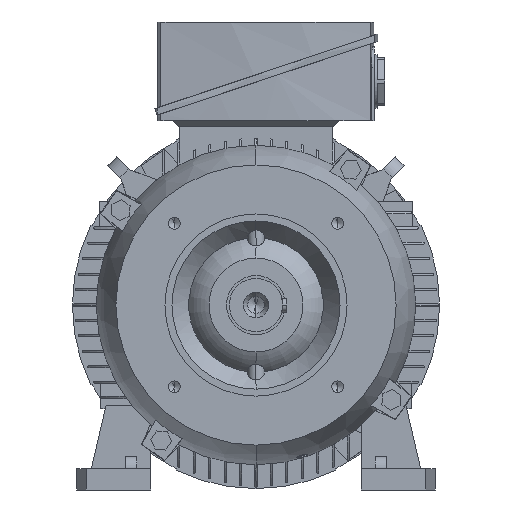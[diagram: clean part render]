
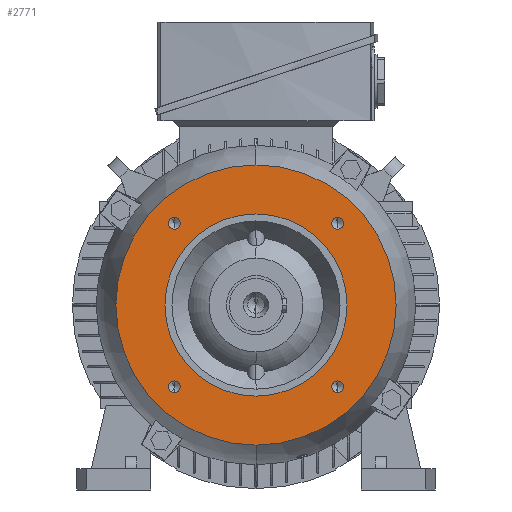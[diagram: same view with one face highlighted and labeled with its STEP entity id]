
A CAD part, left-side view. The second image highlights one B-rep face of the part: STEP entity #2771.
In plain terms, the highlighted planar face has unit normal (-1, 0, 0).
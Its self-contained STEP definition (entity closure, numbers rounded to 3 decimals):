
#2771=ADVANCED_FACE('',(#5579,#5580,#5581,#5582,#5583,#5584),#5585,.T.);
#5579=FACE_BOUND('',#8383,.T.);
#5580=FACE_BOUND('',#8384,.T.);
#5581=FACE_BOUND('',#8385,.T.);
#5582=FACE_BOUND('',#8386,.T.);
#5583=FACE_OUTER_BOUND('',#8387,.T.);
#5584=FACE_BOUND('',#8388,.T.);
#5585=PLANE('',#8389);
#8383=EDGE_LOOP('',(#17215,#17216));
#8384=EDGE_LOOP('',(#17217,#17218));
#8385=EDGE_LOOP('',(#17219,#17220));
#8386=EDGE_LOOP('',(#17221,#17222));
#8387=EDGE_LOOP('',(#17223,#17224));
#8388=EDGE_LOOP('',(#17225,#17226));
#8389=AXIS2_PLACEMENT_3D('',#17227,#17228,#17229);
#17215=ORIENTED_EDGE('',*,*,#20666,.T.);
#17216=ORIENTED_EDGE('',*,*,#17283,.T.);
#17217=ORIENTED_EDGE('',*,*,#20670,.T.);
#17218=ORIENTED_EDGE('',*,*,#17275,.T.);
#17219=ORIENTED_EDGE('',*,*,#20674,.T.);
#17220=ORIENTED_EDGE('',*,*,#17267,.T.);
#17221=ORIENTED_EDGE('',*,*,#20678,.T.);
#17222=ORIENTED_EDGE('',*,*,#17259,.T.);
#17223=ORIENTED_EDGE('',*,*,#20654,.F.);
#17224=ORIENTED_EDGE('',*,*,#17297,.F.);
#17225=ORIENTED_EDGE('',*,*,#17235,.T.);
#17226=ORIENTED_EDGE('',*,*,#20732,.T.);
#17227=CARTESIAN_POINT('',(-50.5,0.0,82.5));
#17228=DIRECTION('',(-1.0,0.0,0.));
#17229=DIRECTION('',(0.,0.0,-1.0));
#17235=EDGE_CURVE('',#20737,#20741,#20743,.T.);
#17259=EDGE_CURVE('',#20781,#20778,#20782,.T.);
#17267=EDGE_CURVE('',#20794,#20791,#20795,.T.);
#17275=EDGE_CURVE('',#20807,#20804,#20808,.T.);
#17283=EDGE_CURVE('',#20820,#20817,#20821,.T.);
#17297=EDGE_CURVE('',#20841,#20844,#20845,.T.);
#20654=EDGE_CURVE('',#20844,#20841,#25856,.T.);
#20666=EDGE_CURVE('',#20817,#20820,#25869,.T.);
#20670=EDGE_CURVE('',#20804,#20807,#25873,.T.);
#20674=EDGE_CURVE('',#20791,#20794,#25877,.T.);
#20678=EDGE_CURVE('',#20778,#20781,#25881,.T.);
#20732=EDGE_CURVE('',#20741,#20737,#25945,.T.);
#20737=VERTEX_POINT('',#25950);
#20741=VERTEX_POINT('',#25955);
#20743=CIRCLE('',#25958,65.0);
#20778=VERTEX_POINT('',#26133);
#20781=VERTEX_POINT('',#26137);
#20782=CIRCLE('',#26138,4.19);
#20791=VERTEX_POINT('',#26150);
#20794=VERTEX_POINT('',#26154);
#20795=CIRCLE('',#26155,4.19);
#20804=VERTEX_POINT('',#26167);
#20807=VERTEX_POINT('',#26171);
#20808=CIRCLE('',#26172,4.19);
#20817=VERTEX_POINT('',#26184);
#20820=VERTEX_POINT('',#26188);
#20821=CIRCLE('',#26189,4.19);
#20841=VERTEX_POINT('',#26225);
#20844=VERTEX_POINT('',#26228);
#20845=CIRCLE('',#26229,100.);
#25856=CIRCLE('',#39909,100.);
#25869=CIRCLE('',#40043,4.19);
#25873=CIRCLE('',#40047,4.19);
#25877=CIRCLE('',#40051,4.19);
#25881=CIRCLE('',#40055,4.19);
#25945=CIRCLE('',#40273,65.0);
#25950=CARTESIAN_POINT('',(-50.5,0.0,65.0));
#25955=CARTESIAN_POINT('',(-50.5,0.,-65.0));
#25958=AXIS2_PLACEMENT_3D('',#40281,#40282,#40283);
#26133=CARTESIAN_POINT('',(-50.5,-58.336,54.146));
#26137=CARTESIAN_POINT('',(-50.5,-58.336,62.526));
#26138=AXIS2_PLACEMENT_3D('',#40309,#40310,#40311);
#26150=CARTESIAN_POINT('',(-50.5,-58.336,-62.526));
#26154=CARTESIAN_POINT('',(-50.5,-58.336,-54.146));
#26155=AXIS2_PLACEMENT_3D('',#40319,#40320,#40321);
#26167=CARTESIAN_POINT('',(-50.5,58.336,-62.526));
#26171=CARTESIAN_POINT('',(-50.5,58.336,-54.146));
#26172=AXIS2_PLACEMENT_3D('',#40329,#40330,#40331);
#26184=CARTESIAN_POINT('',(-50.5,58.336,54.146));
#26188=CARTESIAN_POINT('',(-50.5,58.336,62.526));
#26189=AXIS2_PLACEMENT_3D('',#40339,#40340,#40341);
#26225=CARTESIAN_POINT('',(-50.5,0.,-100.));
#26228=CARTESIAN_POINT('',(-50.5,0.0,100.));
#26229=AXIS2_PLACEMENT_3D('',#40359,#40360,#40361);
#39909=AXIS2_PLACEMENT_3D('',#43490,#43491,#43492);
#40043=AXIS2_PLACEMENT_3D('',#43502,#43503,#43504);
#40047=AXIS2_PLACEMENT_3D('',#43508,#43509,#43510);
#40051=AXIS2_PLACEMENT_3D('',#43514,#43515,#43516);
#40055=AXIS2_PLACEMENT_3D('',#43520,#43521,#43522);
#40273=AXIS2_PLACEMENT_3D('',#43558,#43559,#43560);
#40281=CARTESIAN_POINT('',(-50.5,0.0,0.0));
#40282=DIRECTION('',(1.0,0.0,-0.0));
#40283=DIRECTION('',(0.0,0.0,1.0));
#40309=CARTESIAN_POINT('',(-50.5,-58.336,58.336));
#40310=DIRECTION('',(1.0,0.0,0.));
#40311=DIRECTION('',(0.,0.0,-1.0));
#40319=CARTESIAN_POINT('',(-50.5,-58.336,-58.336));
#40320=DIRECTION('',(1.0,0.0,0.));
#40321=DIRECTION('',(0.,0.0,-1.0));
#40329=CARTESIAN_POINT('',(-50.5,58.336,-58.336));
#40330=DIRECTION('',(1.0,0.0,0.));
#40331=DIRECTION('',(0.,0.0,-1.0));
#40339=CARTESIAN_POINT('',(-50.5,58.336,58.336));
#40340=DIRECTION('',(1.0,0.0,0.));
#40341=DIRECTION('',(0.,0.0,-1.0));
#40359=CARTESIAN_POINT('',(-50.5,0.0,0.0));
#40360=DIRECTION('',(1.0,0.0,-0.0));
#40361=DIRECTION('',(0.0,0.0,1.0));
#43490=CARTESIAN_POINT('',(-50.5,0.0,0.0));
#43491=DIRECTION('',(1.0,0.0,-0.0));
#43492=DIRECTION('',(0.0,0.0,1.0));
#43502=CARTESIAN_POINT('',(-50.5,58.336,58.336));
#43503=DIRECTION('',(1.0,0.0,0.));
#43504=DIRECTION('',(0.,0.0,-1.0));
#43508=CARTESIAN_POINT('',(-50.5,58.336,-58.336));
#43509=DIRECTION('',(1.0,0.0,0.));
#43510=DIRECTION('',(0.,0.0,-1.0));
#43514=CARTESIAN_POINT('',(-50.5,-58.336,-58.336));
#43515=DIRECTION('',(1.0,0.0,0.));
#43516=DIRECTION('',(0.,0.0,-1.0));
#43520=CARTESIAN_POINT('',(-50.5,-58.336,58.336));
#43521=DIRECTION('',(1.0,0.0,0.));
#43522=DIRECTION('',(0.,0.0,-1.0));
#43558=CARTESIAN_POINT('',(-50.5,0.0,0.0));
#43559=DIRECTION('',(1.0,0.0,-0.0));
#43560=DIRECTION('',(0.0,0.0,1.0));
